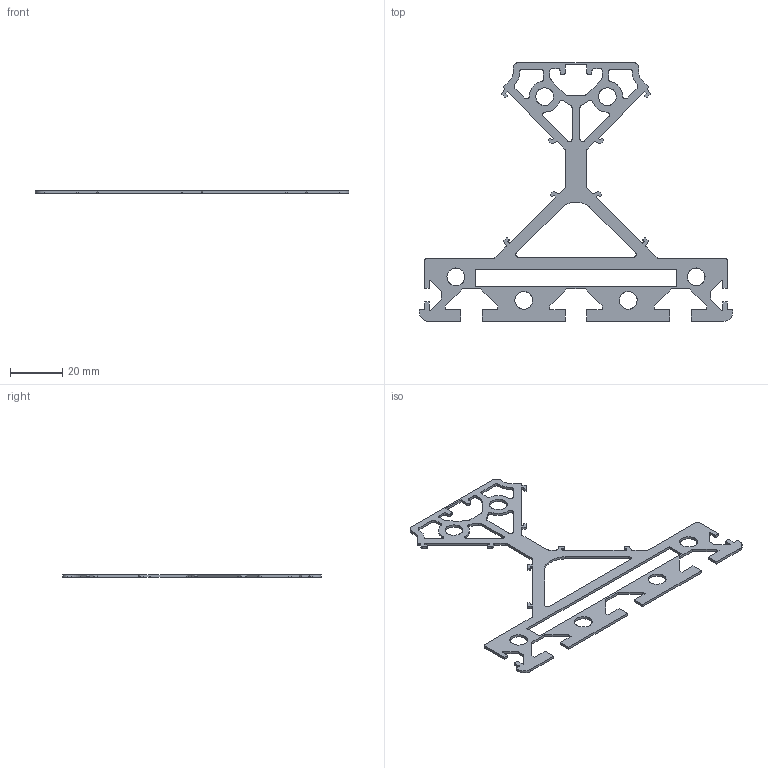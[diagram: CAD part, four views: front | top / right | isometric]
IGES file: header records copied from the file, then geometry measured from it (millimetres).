
Global section: file name: SP142; native system: Autodesk Inventor 2015; preprocessor: unknown; date: 20150907.104207; units: millimetre
Bounding box: 120 x 99 x 1 mm (x, y, z)
Volume: 2742.5 mm3; surface area: 6780.8 mm2
Topology: 1 solids, 1 shells, 261 faces, 777 edges, 518 vertices
Faces by surface type: bspline 261
